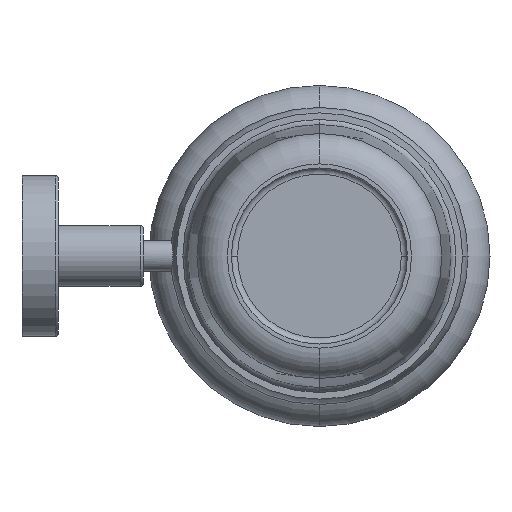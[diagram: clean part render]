
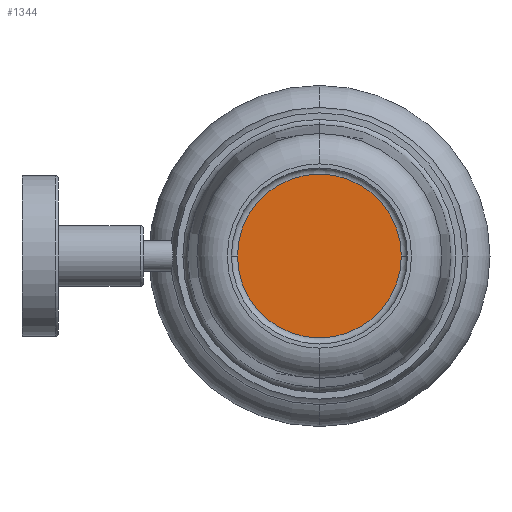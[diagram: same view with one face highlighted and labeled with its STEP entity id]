
A CAD part, front view. The second image highlights one B-rep face of the part: STEP entity #1344.
In plain terms, the highlighted planar face has unit normal (0, -1, 0).
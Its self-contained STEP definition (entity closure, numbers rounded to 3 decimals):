
#860=CARTESIAN_POINT('',(0.,2.,0.));
#861=DIRECTION('',(0.,1.,0.));
#862=DIRECTION('',(-1.,0.,0.));
#863=AXIS2_PLACEMENT_3D('',#860,#861,#862);
#865=CARTESIAN_POINT('',(0.,2.,0.));
#866=DIRECTION('',(0.,1.,0.));
#867=DIRECTION('',(1.,0.,0.));
#868=AXIS2_PLACEMENT_3D('',#865,#866,#867);
#915=CARTESIAN_POINT('',(-27.,2.,0.));
#916=CARTESIAN_POINT('',(27.,2.,0.));
#917=VERTEX_POINT('',#915);
#918=VERTEX_POINT('',#916);
#1334=CARTESIAN_POINT('',(0.,2.,0.));
#1335=DIRECTION('',(0.,-1.,0.));
#1336=DIRECTION('',(1.,0.,0.));
#1337=AXIS2_PLACEMENT_3D('',#1334,#1335,#1336);
#1338=PLANE('',#1337);
#1339=ORIENTED_EDGE('',*,*,#1324,.T.);
#1341=ORIENTED_EDGE('',*,*,#1340,.T.);
#1342=EDGE_LOOP('',(#1339,#1341));
#1343=FACE_OUTER_BOUND('',#1342,.F.);
#1344=ADVANCED_FACE('',(#1343),#1338,.T.);
#864=CIRCLE('',#863,27.);
#869=CIRCLE('',#868,27.);
#1324=EDGE_CURVE('',#917,#918,#864,.T.);
#1340=EDGE_CURVE('',#918,#917,#869,.T.);
